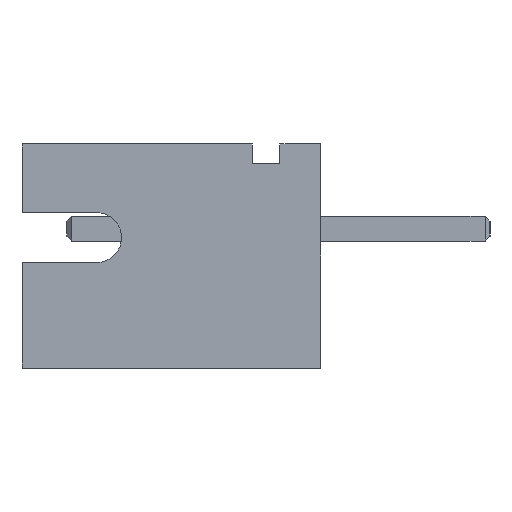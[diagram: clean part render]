
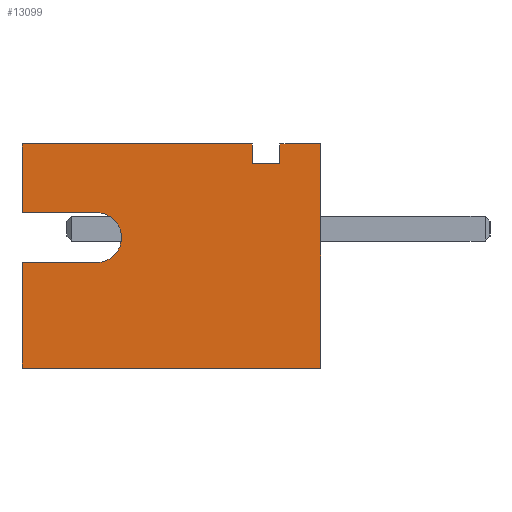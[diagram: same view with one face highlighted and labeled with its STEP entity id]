
A CAD part, left-side view. The second image highlights one B-rep face of the part: STEP entity #13099.
In plain terms, the highlighted planar face has unit normal (-1, 0, 0).
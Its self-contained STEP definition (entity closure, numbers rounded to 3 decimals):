
#76 = VECTOR ( 'NONE', #11838, 1000. ) ;
#92 = DIRECTION ( 'NONE',  ( 1., 0., 0. ) ) ;
#275 = CARTESIAN_POINT ( 'NONE',  ( -1.95, 1.38, 1.7 ) ) ;
#358 = CARTESIAN_POINT ( 'NONE',  ( -1.95, 0.82, 1.7 ) ) ;
#379 = CARTESIAN_POINT ( 'NONE',  ( -1.95, 6., -2.8 ) ) ;
#494 = EDGE_CURVE ( 'NONE', #4346, #10823, #12076, .T. ) ;
#631 = VERTEX_POINT ( 'NONE', #7028 ) ;
#807 = VECTOR ( 'NONE', #2464, 1000. ) ;
#1014 = AXIS2_PLACEMENT_3D ( 'NONE', #12613, #12416, #6106 ) ;
#1193 = VECTOR ( 'NONE', #5684, 1000. ) ;
#1380 = CARTESIAN_POINT ( 'NONE',  ( -1.95, 4.5, -0.68 ) ) ;
#1388 = EDGE_CURVE ( 'NONE', #7201, #12321, #5435, .T. ) ;
#1410 = CARTESIAN_POINT ( 'NONE',  ( -1.95, 6., 1.7 ) ) ;
#1733 = ORIENTED_EDGE ( 'NONE', *, *, #3367, .F. ) ;
#1951 = DIRECTION ( 'NONE',  ( 0., -1., 0. ) ) ;
#2203 = EDGE_CURVE ( 'NONE', #11472, #13310, #2527, .T. ) ;
#2258 = ORIENTED_EDGE ( 'NONE', *, *, #2203, .F. ) ;
#2269 = ORIENTED_EDGE ( 'NONE', *, *, #6457, .T. ) ;
#2375 = EDGE_CURVE ( 'NONE', #631, #9294, #4412, .T. ) ;
#2428 = AXIS2_PLACEMENT_3D ( 'NONE', #10926, #92, #6521 ) ;
#2464 = DIRECTION ( 'NONE',  ( 0., -1., 0. ) ) ;
#2507 = EDGE_CURVE ( 'NONE', #4346, #631, #3146, .T. ) ;
#2527 = LINE ( 'NONE', #3648, #1193 ) ;
#3146 = LINE ( 'NONE', #7427, #9890 ) ;
#3164 = VECTOR ( 'NONE', #5366, 1000. ) ;
#3245 = CARTESIAN_POINT ( 'NONE',  ( -1.95, 1.38, 1.3 ) ) ;
#3310 = ORIENTED_EDGE ( 'NONE', *, *, #9160, .F. ) ;
#3367 = EDGE_CURVE ( 'NONE', #8304, #11444, #10181, .T. ) ;
#3553 = EDGE_CURVE ( 'NONE', #12321, #11472, #6814, .T. ) ;
#3648 = CARTESIAN_POINT ( 'NONE',  ( -1.95, 6., 1.7 ) ) ;
#3700 = CARTESIAN_POINT ( 'NONE',  ( -1.95, 6., 0.32 ) ) ;
#3710 = EDGE_CURVE ( 'NONE', #9294, #7201, #13303, .T. ) ;
#3770 = CARTESIAN_POINT ( 'NONE',  ( -1.95, 0., 1.7 ) ) ;
#3817 = FACE_OUTER_BOUND ( 'NONE', #7180, .T. ) ;
#3870 = ORIENTED_EDGE ( 'NONE', *, *, #5497, .T. ) ;
#3873 = CARTESIAN_POINT ( 'NONE',  ( -1.95, 0., -2.8 ) ) ;
#3888 = VECTOR ( 'NONE', #8059, 1000. ) ;
#4054 = CARTESIAN_POINT ( 'NONE',  ( -1.95, 6., 1.7 ) ) ;
#4346 = VERTEX_POINT ( 'NONE', #5142 ) ;
#4412 = LINE ( 'NONE', #11925, #12365 ) ;
#4696 = DIRECTION ( 'NONE',  ( 0., -1., 0. ) ) ;
#4794 = ORIENTED_EDGE ( 'NONE', *, *, #2507, .F. ) ;
#4894 = LINE ( 'NONE', #3770, #3888 ) ;
#5033 = VECTOR ( 'NONE', #8165, 1000. ) ;
#5142 = CARTESIAN_POINT ( 'NONE',  ( -1.95, 6., -2.8 ) ) ;
#5199 = PLANE ( 'NONE',  #2428 ) ;
#5287 = LINE ( 'NONE', #3245, #3164 ) ;
#5366 = DIRECTION ( 'NONE',  ( 0., 0., 1. ) ) ;
#5435 = LINE ( 'NONE', #9836, #11590 ) ;
#5497 = EDGE_CURVE ( 'NONE', #8304, #13310, #5287, .T. ) ;
#5684 = DIRECTION ( 'NONE',  ( 0., -1., 0. ) ) ;
#5952 = VERTEX_POINT ( 'NONE', #358 ) ;
#6102 = EDGE_CURVE ( 'NONE', #5952, #8396, #7916, .T. ) ;
#6106 = DIRECTION ( 'NONE',  ( 0., 0., 1. ) ) ;
#6457 = EDGE_CURVE ( 'NONE', #10823, #8396, #4894, .T. ) ;
#6521 = DIRECTION ( 'NONE',  ( 0., 0., -1. ) ) ;
#6814 = LINE ( 'NONE', #1410, #9742 ) ;
#6998 = ORIENTED_EDGE ( 'NONE', *, *, #6102, .F. ) ;
#7028 = CARTESIAN_POINT ( 'NONE',  ( -1.95, 6., -0.68 ) ) ;
#7040 = ORIENTED_EDGE ( 'NONE', *, *, #3710, .F. ) ;
#7180 = EDGE_LOOP ( 'NONE', ( #7040, #8635, #4794, #11600, #2269, #6998, #3310, #1733, #3870, #2258, #11827, #10787 ) ) ;
#7201 = VERTEX_POINT ( 'NONE', #7720 ) ;
#7427 = CARTESIAN_POINT ( 'NONE',  ( -1.95, 6., 1.7 ) ) ;
#7720 = CARTESIAN_POINT ( 'NONE',  ( -1.95, 4.5, 0.32 ) ) ;
#7877 = CARTESIAN_POINT ( 'NONE',  ( -1.95, 1.38, 1.3 ) ) ;
#7916 = LINE ( 'NONE', #4054, #10125 ) ;
#8059 = DIRECTION ( 'NONE',  ( 0., 0., 1. ) ) ;
#8165 = DIRECTION ( 'NONE',  ( 0., -1., 0. ) ) ;
#8304 = VERTEX_POINT ( 'NONE', #9418 ) ;
#8396 = VERTEX_POINT ( 'NONE', #9745 ) ;
#8635 = ORIENTED_EDGE ( 'NONE', *, *, #2375, .F. ) ;
#9160 = EDGE_CURVE ( 'NONE', #11444, #5952, #9724, .T. ) ;
#9294 = VERTEX_POINT ( 'NONE', #1380 ) ;
#9418 = CARTESIAN_POINT ( 'NONE',  ( -1.95, 1.38, 1.3 ) ) ;
#9724 = LINE ( 'NONE', #11558, #76 ) ;
#9742 = VECTOR ( 'NONE', #11291, 1000. ) ;
#9745 = CARTESIAN_POINT ( 'NONE',  ( -1.95, 0., 1.7 ) ) ;
#9776 = CARTESIAN_POINT ( 'NONE',  ( -1.95, 6., 1.7 ) ) ;
#9836 = CARTESIAN_POINT ( 'NONE',  ( -1.95, 6., 0.32 ) ) ;
#9838 = DIRECTION ( 'NONE',  ( 0., 0., 1. ) ) ;
#9890 = VECTOR ( 'NONE', #9838, 1000. ) ;
#10125 = VECTOR ( 'NONE', #1951, 1000. ) ;
#10181 = LINE ( 'NONE', #7877, #5033 ) ;
#10787 = ORIENTED_EDGE ( 'NONE', *, *, #1388, .F. ) ;
#10823 = VERTEX_POINT ( 'NONE', #3873 ) ;
#10926 = CARTESIAN_POINT ( 'NONE',  ( -1.95, 6., 1.7 ) ) ;
#11291 = DIRECTION ( 'NONE',  ( 0., 0., 1. ) ) ;
#11444 = VERTEX_POINT ( 'NONE', #12727 ) ;
#11472 = VERTEX_POINT ( 'NONE', #9776 ) ;
#11558 = CARTESIAN_POINT ( 'NONE',  ( -1.95, 0.82, 1.3 ) ) ;
#11590 = VECTOR ( 'NONE', #11887, 1000. ) ;
#11600 = ORIENTED_EDGE ( 'NONE', *, *, #494, .T. ) ;
#11827 = ORIENTED_EDGE ( 'NONE', *, *, #3553, .F. ) ;
#11838 = DIRECTION ( 'NONE',  ( 0., 0., 1. ) ) ;
#11887 = DIRECTION ( 'NONE',  ( 0., 1., 0. ) ) ;
#11925 = CARTESIAN_POINT ( 'NONE',  ( -1.95, 6., -0.68 ) ) ;
#12076 = LINE ( 'NONE', #379, #807 ) ;
#12321 = VERTEX_POINT ( 'NONE', #3700 ) ;
#12365 = VECTOR ( 'NONE', #4696, 1000. ) ;
#12416 = DIRECTION ( 'NONE',  ( -1., 0., 0. ) ) ;
#12613 = CARTESIAN_POINT ( 'NONE',  ( -1.95, 4.5, -0.18 ) ) ;
#12727 = CARTESIAN_POINT ( 'NONE',  ( -1.95, 0.82, 1.3 ) ) ;
#13099 = ADVANCED_FACE ( 'NONE', ( #3817 ), #5199, .F. ) ;
#13303 = CIRCLE ( 'NONE', #1014, 0.5 ) ;
#13310 = VERTEX_POINT ( 'NONE', #275 ) ;
